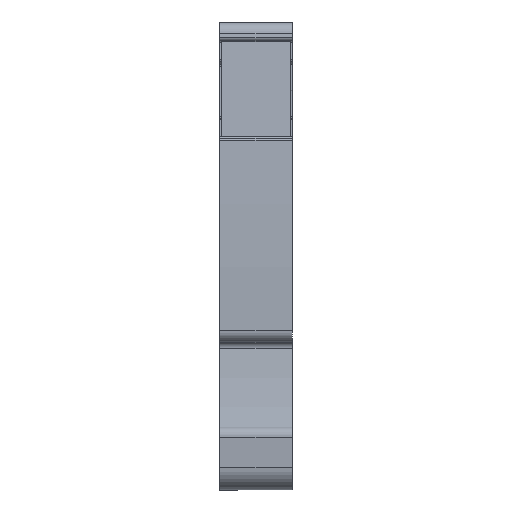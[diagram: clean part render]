
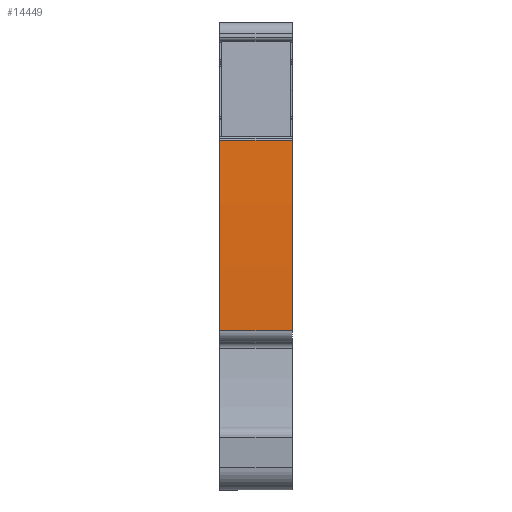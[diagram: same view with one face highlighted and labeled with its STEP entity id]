
A CAD part, front view. The second image highlights one B-rep face of the part: STEP entity #14449.
In plain terms, the highlighted cylindrical face has radius 198.503 mm (diameter 397.006 mm), a partial arc.
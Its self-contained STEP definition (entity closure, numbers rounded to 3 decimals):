
#14414=AXIS2_PLACEMENT_3D('Cylinder Axis2P3D',#14411,#14412,#14413) ;
#14418=AXIS2_PLACEMENT_3D('Circle Axis2P3D',#14416,#14417,$) ;
#14427=AXIS2_PLACEMENT_3D('Circle Axis2P3D',#14425,#14426,$) ;
#14432=AXIS2_PLACEMENT_3D('Circle Axis2P3D',#14430,#14431,$) ;
#14389=CARTESIAN_POINT('Vertex',(0.,1.529,13.435)) ;
#14396=CARTESIAN_POINT('Vertex',(6.1,1.529,13.435)) ;
#14399=CARTESIAN_POINT('Line Origine',(2.465,1.529,13.435)) ;
#14411=CARTESIAN_POINT('Axis2P3D Location',(3.05,200.008,16.501)) ;
#14416=CARTESIAN_POINT('Axis2P3D Location',(0.,200.008,16.501)) ;
#14420=CARTESIAN_POINT('Vertex',(0.,1.929,29.464)) ;
#14422=CARTESIAN_POINT('Vertex',(0.,1.528,13.45)) ;
#14425=CARTESIAN_POINT('Axis2P3D Location',(0.,200.008,16.501)) ;
#14430=CARTESIAN_POINT('Axis2P3D Location',(6.1,200.008,16.501)) ;
#14434=CARTESIAN_POINT('Vertex',(6.1,1.929,29.464)) ;
#14437=CARTESIAN_POINT('Line Origine',(3.05,1.929,29.464)) ;
#14400=DIRECTION('Vector Direction',(1.,0.,0.)) ;
#14412=DIRECTION('Axis2P3D Direction',(1.,0.,0.)) ;
#14413=DIRECTION('Axis2P3D XDirection',(0.,-0.994,0.111)) ;
#14417=DIRECTION('Axis2P3D Direction',(1.,0.,0.)) ;
#14426=DIRECTION('Axis2P3D Direction',(1.,0.,0.)) ;
#14431=DIRECTION('Axis2P3D Direction',(1.,0.,0.)) ;
#14438=DIRECTION('Vector Direction',(1.,0.,0.)) ;
#14401=VECTOR('Line Direction',#14400,1.) ;
#14439=VECTOR('Line Direction',#14438,1.) ;
#14443=ORIENTED_EDGE('',*,*,#14424,.T.) ;
#14444=ORIENTED_EDGE('',*,*,#14429,.T.) ;
#14445=ORIENTED_EDGE('',*,*,#14403,.T.) ;
#14446=ORIENTED_EDGE('',*,*,#14436,.F.) ;
#14447=ORIENTED_EDGE('',*,*,#14441,.F.) ;
#14449=ADVANCED_FACE('MLD',(#14448),#14415,.T.) ;
#14419=CIRCLE('generated circle',#14418,198.503) ;
#14428=CIRCLE('generated circle',#14427,198.503) ;
#14433=CIRCLE('generated circle',#14432,198.503) ;
#14415=CYLINDRICAL_SURFACE('generated cylinder',#14414,198.503) ;
#14403=EDGE_CURVE('',#14390,#14397,#14402,.T.) ;
#14424=EDGE_CURVE('',#14421,#14423,#14419,.T.) ;
#14429=EDGE_CURVE('',#14423,#14390,#14428,.T.) ;
#14436=EDGE_CURVE('',#14435,#14397,#14433,.T.) ;
#14441=EDGE_CURVE('',#14421,#14435,#14440,.T.) ;
#14442=EDGE_LOOP('',(#14443,#14444,#14445,#14446,#14447)) ;
#14448=FACE_OUTER_BOUND('',#14442,.T.) ;
#14402=LINE('Line',#14399,#14401) ;
#14440=LINE('Line',#14437,#14439) ;
#14390=VERTEX_POINT('',#14389) ;
#14397=VERTEX_POINT('',#14396) ;
#14421=VERTEX_POINT('',#14420) ;
#14423=VERTEX_POINT('',#14422) ;
#14435=VERTEX_POINT('',#14434) ;
